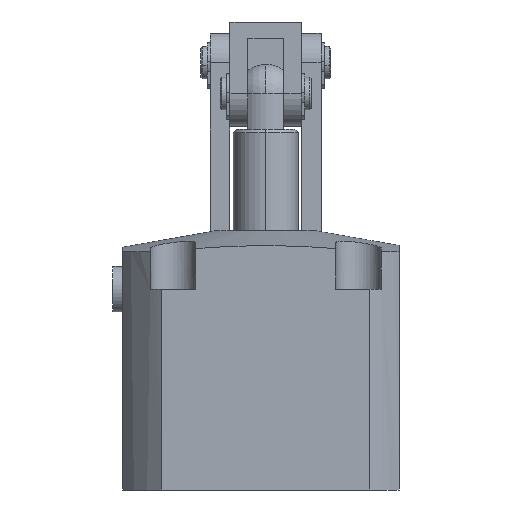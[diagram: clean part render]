
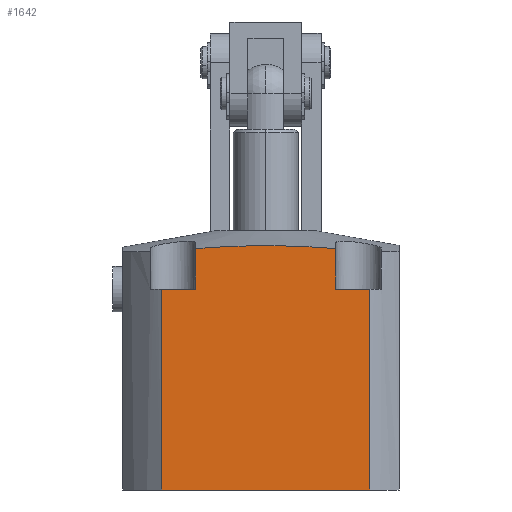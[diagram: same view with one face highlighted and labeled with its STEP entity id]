
A CAD part, front view. The second image highlights one B-rep face of the part: STEP entity #1642.
In plain terms, the highlighted planar face has unit normal (0, -1, 0).
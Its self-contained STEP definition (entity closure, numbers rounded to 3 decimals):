
#58 = B_SPLINE_CURVE_WITH_KNOTS ( 'NONE', 3,
 ( #7097, #7090, #7067, #7045, #7042, #7063, #7021, #7018, #7010 ),
 .UNSPECIFIED., .F., .F.,
 ( 4, 2, 1, 2, 4 ),
 ( 0.12, 0.13, 0.141, 0.152, 0.163 ),
 .UNSPECIFIED. ) ;
#904 = CARTESIAN_POINT ( 'NONE',  ( -31.984, -41., -49.7 ) ) ;
#936 = CARTESIAN_POINT ( 'NONE',  ( 31.984, -41., -49.7 ) ) ;
#1394 = VERTEX_POINT ( 'NONE', #9698 ) ;
#1499 = VERTEX_POINT ( 'NONE', #9628 ) ;
#1518 = VERTEX_POINT ( 'NONE', #9609 ) ;
#1520 = VERTEX_POINT ( 'NONE', #9607 ) ;
#1541 = VERTEX_POINT ( 'NONE', #9586 ) ;
#1544 = VERTEX_POINT ( 'NONE', #9583 ) ;
#1642 = ADVANCED_FACE ( 'NONE', ( #6535 ), #8402, .F. ) ;
#3468 = EDGE_LOOP ( 'NONE', ( #3683, #3682, #3665, #3664, #3663, #3662, #3661, #3660 ) ) ;
#3660 = ORIENTED_EDGE ( 'NONE', *, *, #4853, .F. ) ;
#3661 = ORIENTED_EDGE ( 'NONE', *, *, #5029, .F. ) ;
#3662 = ORIENTED_EDGE ( 'NONE', *, *, #4850, .T. ) ;
#3663 = ORIENTED_EDGE ( 'NONE', *, *, #4887, .F. ) ;
#3664 = ORIENTED_EDGE ( 'NONE', *, *, #4885, .F. ) ;
#3665 = ORIENTED_EDGE ( 'NONE', *, *, #4872, .T. ) ;
#3682 = ORIENTED_EDGE ( 'NONE', *, *, #4852, .T. ) ;
#3683 = ORIENTED_EDGE ( 'NONE', *, *, #4924, .F. ) ;
#4549 = AXIS2_PLACEMENT_3D ( 'NONE', #8404, #8399, #8398 ) ;
#4850 = EDGE_CURVE ( 'NONE', #1499, #5967, #8661, .T. ) ;
#4852 = EDGE_CURVE ( 'NONE', #1520, #1541, #8663, .T. ) ;
#4853 = EDGE_CURVE ( 'NONE', #1518, #5935, #8667, .T. ) ;
#4872 = EDGE_CURVE ( 'NONE', #1541, #1544, #58, .T. ) ;
#4885 = EDGE_CURVE ( 'NONE', #1394, #1544, #8716, .T. ) ;
#4887 = EDGE_CURVE ( 'NONE', #1499, #1394, #8717, .T. ) ;
#4924 = EDGE_CURVE ( 'NONE', #1520, #1518, #8761, .T. ) ;
#5029 = EDGE_CURVE ( 'NONE', #5935, #5967, #8910, .T. ) ;
#5478 = DIRECTION ( 'NONE',  ( -1., 0., 0. ) ) ;
#5482 = CARTESIAN_POINT ( 'NONE',  ( 31.984, -41., -49.7 ) ) ;
#5935 = VERTEX_POINT ( 'NONE', #936 ) ;
#5967 = VERTEX_POINT ( 'NONE', #904 ) ;
#6535 = FACE_OUTER_BOUND ( 'NONE', #3468, .T. ) ;
#6873 = DIRECTION ( 'NONE',  ( 1., 0., 0. ) ) ;
#6885 = CARTESIAN_POINT ( 'NONE',  ( 0., -41., 12. ) ) ;
#7010 = CARTESIAN_POINT ( 'NONE',  ( -21.5, -41., 24.482 ) ) ;
#7018 = CARTESIAN_POINT ( 'NONE',  ( -17.916, -41., 24.775 ) ) ;
#7021 = CARTESIAN_POINT ( 'NONE',  ( -14.333, -41., 25.011 ) ) ;
#7042 = CARTESIAN_POINT ( 'NONE',  ( 0.001, -41., 25.5 ) ) ;
#7045 = CARTESIAN_POINT ( 'NONE',  ( 7.167, -41., 25.331 ) ) ;
#7063 = CARTESIAN_POINT ( 'NONE',  ( -7.166, -41., 25.331 ) ) ;
#7067 = CARTESIAN_POINT ( 'NONE',  ( 14.334, -41., 25.011 ) ) ;
#7090 = CARTESIAN_POINT ( 'NONE',  ( 17.917, -41., 24.775 ) ) ;
#7097 = CARTESIAN_POINT ( 'NONE',  ( 21.5, -41., 24.482 ) ) ;
#7134 = DIRECTION ( 'NONE',  ( 1., 0., 0. ) ) ;
#7145 = CARTESIAN_POINT ( 'NONE',  ( 0., -41., 12. ) ) ;
#7150 = DIRECTION ( 'NONE',  ( 0., 0., 1. ) ) ;
#7151 = CARTESIAN_POINT ( 'NONE',  ( -21.5, -41., 12. ) ) ;
#7901 = DIRECTION ( 'NONE',  ( 0., 0., -1. ) ) ;
#7904 = CARTESIAN_POINT ( 'NONE',  ( 31.984, -41., 30. ) ) ;
#7905 = DIRECTION ( 'NONE',  ( 0., 0., 1. ) ) ;
#7907 = DIRECTION ( 'NONE',  ( 0., 0., -1. ) ) ;
#7910 = CARTESIAN_POINT ( 'NONE',  ( -31.984, -41., 30. ) ) ;
#7930 = CARTESIAN_POINT ( 'NONE',  ( 21.5, -41., 12. ) ) ;
#8398 = DIRECTION ( 'NONE',  ( 0., 0., 1. ) ) ;
#8399 = DIRECTION ( 'NONE',  ( 0., 1., 0. ) ) ;
#8402 = PLANE ( 'NONE',  #4549 ) ;
#8404 = CARTESIAN_POINT ( 'NONE',  ( 0., -41., 30. ) ) ;
#8661 = LINE ( 'NONE', #7910, #8664 ) ;
#8663 = LINE ( 'NONE', #7930, #8668 ) ;
#8664 = VECTOR ( 'NONE', #7907, 1000. ) ;
#8667 = LINE ( 'NONE', #7904, #8670 ) ;
#8668 = VECTOR ( 'NONE', #7905, 1000. ) ;
#8670 = VECTOR ( 'NONE', #7901, 1000. ) ;
#8716 = LINE ( 'NONE', #7151, #8718 ) ;
#8717 = LINE ( 'NONE', #7145, #8722 ) ;
#8718 = VECTOR ( 'NONE', #7150, 1000. ) ;
#8722 = VECTOR ( 'NONE', #7134, 1000. ) ;
#8761 = LINE ( 'NONE', #6885, #8772 ) ;
#8772 = VECTOR ( 'NONE', #6873, 1000. ) ;
#8910 = LINE ( 'NONE', #5482, #8913 ) ;
#8913 = VECTOR ( 'NONE', #5478, 1000. ) ;
#9583 = CARTESIAN_POINT ( 'NONE',  ( -21.5, -41., 24.482 ) ) ;
#9586 = CARTESIAN_POINT ( 'NONE',  ( 21.5, -41., 24.482 ) ) ;
#9607 = CARTESIAN_POINT ( 'NONE',  ( 21.5, -41., 12. ) ) ;
#9609 = CARTESIAN_POINT ( 'NONE',  ( 31.984, -41., 12. ) ) ;
#9628 = CARTESIAN_POINT ( 'NONE',  ( -31.984, -41., 12. ) ) ;
#9698 = CARTESIAN_POINT ( 'NONE',  ( -21.5, -41., 12. ) ) ;
